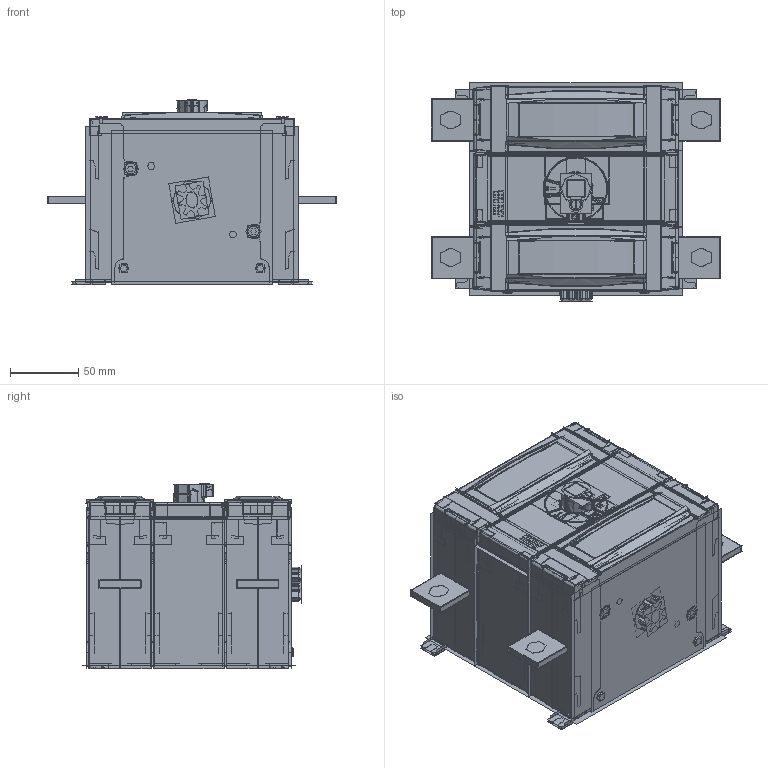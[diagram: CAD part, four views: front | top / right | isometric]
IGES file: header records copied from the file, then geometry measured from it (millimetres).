
Start section:  PTC IGES file: otdc250-600ufv11.igs
Global section: file name: otdc250-600ufv11.igs; native system: Creo Parametric by PTC Inc.; preprocessor: 2017480; author: FIFRSTR; organization: Unknown; date: 20181023.125201; units: millimetre
Bounding box: 212.26 x 160.66 x 136.33 mm (x, y, z)
Volume: 2584105.8 mm3; surface area: 1091162.3 mm2
Topology: 5 solids, 30 shells, 9112 faces, 47544 edges, 59543 vertices
Faces by surface type: bspline 5642, revolution 3314, extrusion 156
